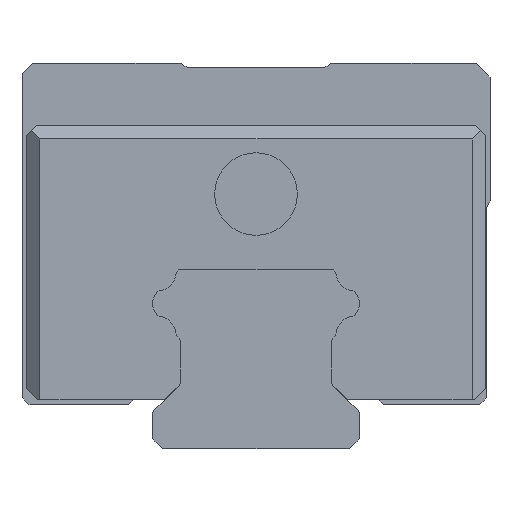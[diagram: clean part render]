
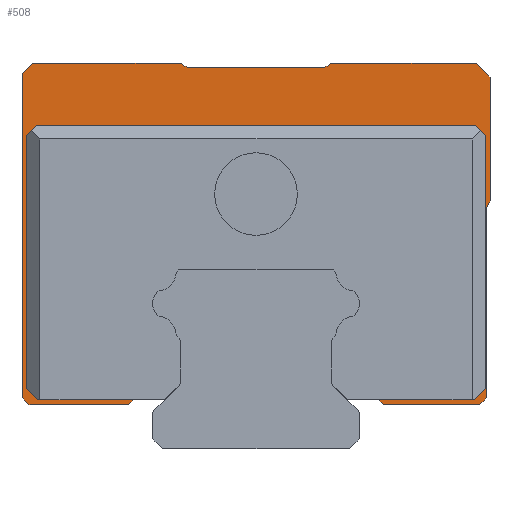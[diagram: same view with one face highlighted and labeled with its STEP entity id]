
A CAD part, front view. The second image highlights one B-rep face of the part: STEP entity #508.
In plain terms, the highlighted planar face has unit normal (0, -1, 0).
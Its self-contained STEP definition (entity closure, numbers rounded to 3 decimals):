
#508=ADVANCED_FACE('',(#774),#657,.F.);
#657=PLANE('',#3543);
#774=FACE_OUTER_BOUND('',#961,.T.);
#961=EDGE_LOOP('',(#1407,#1408,#1409,#1410,#1411,#1412,#1413,#1414,#1415,
#1416,#1417,#1418,#1419,#1420,#1421,#1422,#1423,#1424,#1425,#1426,#1427,
#1428,#1429,#1430,#1431,#1432,#1433));
#1407=ORIENTED_EDGE('',*,*,#2557,.F.);
#1408=ORIENTED_EDGE('',*,*,#2558,.T.);
#1409=ORIENTED_EDGE('',*,*,#2559,.T.);
#1410=ORIENTED_EDGE('',*,*,#2560,.T.);
#1411=ORIENTED_EDGE('',*,*,#2561,.T.);
#1412=ORIENTED_EDGE('',*,*,#2562,.T.);
#1413=ORIENTED_EDGE('',*,*,#2563,.T.);
#1414=ORIENTED_EDGE('',*,*,#2564,.T.);
#1415=ORIENTED_EDGE('',*,*,#2565,.T.);
#1416=ORIENTED_EDGE('',*,*,#2566,.T.);
#1417=ORIENTED_EDGE('',*,*,#2567,.T.);
#1418=ORIENTED_EDGE('',*,*,#2568,.T.);
#1419=ORIENTED_EDGE('',*,*,#2569,.F.);
#1420=ORIENTED_EDGE('',*,*,#2570,.F.);
#1421=ORIENTED_EDGE('',*,*,#2571,.F.);
#1422=ORIENTED_EDGE('',*,*,#2572,.F.);
#1423=ORIENTED_EDGE('',*,*,#2573,.F.);
#1424=ORIENTED_EDGE('',*,*,#2574,.F.);
#1425=ORIENTED_EDGE('',*,*,#2575,.F.);
#1426=ORIENTED_EDGE('',*,*,#2576,.F.);
#1427=ORIENTED_EDGE('',*,*,#2577,.F.);
#1428=ORIENTED_EDGE('',*,*,#2549,.F.);
#1429=ORIENTED_EDGE('',*,*,#2578,.F.);
#1430=ORIENTED_EDGE('',*,*,#2579,.F.);
#1431=ORIENTED_EDGE('',*,*,#2580,.F.);
#1432=ORIENTED_EDGE('',*,*,#2542,.T.);
#1433=ORIENTED_EDGE('',*,*,#2581,.F.);
#2164=VERTEX_POINT('',#4925);
#2165=VERTEX_POINT('',#4927);
#2171=VERTEX_POINT('',#4977);
#2172=VERTEX_POINT('',#4978);
#2179=VERTEX_POINT('',#5030);
#2180=VERTEX_POINT('',#5031);
#2181=VERTEX_POINT('',#5033);
#2182=VERTEX_POINT('',#5035);
#2183=VERTEX_POINT('',#5037);
#2184=VERTEX_POINT('',#5039);
#2185=VERTEX_POINT('',#5041);
#2186=VERTEX_POINT('',#5043);
#2187=VERTEX_POINT('',#5045);
#2188=VERTEX_POINT('',#5047);
#2189=VERTEX_POINT('',#5049);
#2190=VERTEX_POINT('',#5051);
#2191=VERTEX_POINT('',#5053);
#2192=VERTEX_POINT('',#5055);
#2193=VERTEX_POINT('',#5057);
#2194=VERTEX_POINT('',#5059);
#2195=VERTEX_POINT('',#5061);
#2196=VERTEX_POINT('',#5063);
#2197=VERTEX_POINT('',#5065);
#2198=VERTEX_POINT('',#5067);
#2199=VERTEX_POINT('',#5069);
#2200=VERTEX_POINT('',#5072);
#2201=VERTEX_POINT('',#5074);
#2542=EDGE_CURVE('',#2165,#2164,#2950,.T.);
#2549=EDGE_CURVE('',#2171,#2172,#2953,.T.);
#2557=EDGE_CURVE('',#2179,#2180,#2957,.T.);
#2558=EDGE_CURVE('',#2179,#2181,#2958,.T.);
#2559=EDGE_CURVE('',#2181,#2182,#2959,.T.);
#2560=EDGE_CURVE('',#2182,#2183,#2960,.T.);
#2561=EDGE_CURVE('',#2183,#2184,#2961,.T.);
#2562=EDGE_CURVE('',#2184,#2185,#2962,.T.);
#2563=EDGE_CURVE('',#2185,#2186,#2963,.T.);
#2564=EDGE_CURVE('',#2186,#2187,#2964,.T.);
#2565=EDGE_CURVE('',#2187,#2188,#2965,.T.);
#2566=EDGE_CURVE('',#2188,#2189,#2966,.T.);
#2567=EDGE_CURVE('',#2189,#2190,#2967,.T.);
#2568=EDGE_CURVE('',#2190,#2191,#2968,.T.);
#2569=EDGE_CURVE('',#2192,#2191,#2969,.T.);
#2570=EDGE_CURVE('',#2193,#2192,#2970,.T.);
#2571=EDGE_CURVE('',#2194,#2193,#2971,.T.);
#2572=EDGE_CURVE('',#2195,#2194,#2972,.T.);
#2573=EDGE_CURVE('',#2196,#2195,#2973,.T.);
#2574=EDGE_CURVE('',#2197,#2196,#2974,.T.);
#2575=EDGE_CURVE('',#2198,#2197,#2975,.T.);
#2576=EDGE_CURVE('',#2199,#2198,#2976,.T.);
#2577=EDGE_CURVE('',#2172,#2199,#2977,.T.);
#2578=EDGE_CURVE('',#2200,#2171,#2978,.T.);
#2579=EDGE_CURVE('',#2201,#2200,#2979,.T.);
#2580=EDGE_CURVE('',#2165,#2201,#2980,.T.);
#2581=EDGE_CURVE('',#2180,#2164,#2981,.T.);
#2950=LINE('',#4926,#3226);
#2953=LINE('',#4976,#3229);
#2957=LINE('',#5029,#3233);
#2958=LINE('',#5032,#3234);
#2959=LINE('',#5034,#3235);
#2960=LINE('',#5036,#3236);
#2961=LINE('',#5038,#3237);
#2962=LINE('',#5040,#3238);
#2963=LINE('',#5042,#3239);
#2964=LINE('',#5044,#3240);
#2965=LINE('',#5046,#3241);
#2966=LINE('',#5048,#3242);
#2967=LINE('',#5050,#3243);
#2968=LINE('',#5052,#3244);
#2969=LINE('',#5054,#3245);
#2970=LINE('',#5056,#3246);
#2971=LINE('',#5058,#3247);
#2972=LINE('',#5060,#3248);
#2973=LINE('',#5062,#3249);
#2974=LINE('',#5064,#3250);
#2975=LINE('',#5066,#3251);
#2976=LINE('',#5068,#3252);
#2977=LINE('',#5070,#3253);
#2978=LINE('',#5071,#3254);
#2979=LINE('',#5073,#3255);
#2980=LINE('',#5075,#3256);
#2981=LINE('',#5076,#3257);
#3226=VECTOR('',#4016,1.);
#3229=VECTOR('',#4025,1.);
#3233=VECTOR('',#4035,1.);
#3234=VECTOR('',#4036,1.);
#3235=VECTOR('',#4037,1.);
#3236=VECTOR('',#4038,1.);
#3237=VECTOR('',#4039,1.);
#3238=VECTOR('',#4040,1.);
#3239=VECTOR('',#4041,1.);
#3240=VECTOR('',#4042,1.);
#3241=VECTOR('',#4043,1.);
#3242=VECTOR('',#4044,1.);
#3243=VECTOR('',#4045,1.);
#3244=VECTOR('',#4046,1.);
#3245=VECTOR('',#4047,1.);
#3246=VECTOR('',#4048,1.);
#3247=VECTOR('',#4049,1.);
#3248=VECTOR('',#4050,1.);
#3249=VECTOR('',#4051,1.);
#3250=VECTOR('',#4052,1.);
#3251=VECTOR('',#4053,1.);
#3252=VECTOR('',#4054,1.);
#3253=VECTOR('',#4055,1.);
#3254=VECTOR('',#4056,1.);
#3255=VECTOR('',#4057,1.);
#3256=VECTOR('',#4058,1.);
#3257=VECTOR('',#4059,1.);
#3543=AXIS2_PLACEMENT_3D('',#5077,#4060,#4061);
#4016=DIRECTION('',(1.,0.,0.));
#4025=DIRECTION('',(1.,0.,0.));
#4035=DIRECTION('',(-0.707,0.,-0.707));
#4036=DIRECTION('',(-1.,0.,0.));
#4037=DIRECTION('',(-0.707,0.,0.707));
#4038=DIRECTION('',(0.,0.,1.));
#4039=DIRECTION('',(0.707,0.,0.707));
#4040=DIRECTION('',(1.,0.,0.));
#4041=DIRECTION('',(0.707,0.,-0.707));
#4042=DIRECTION('',(0.,0.,-1.));
#4043=DIRECTION('',(-0.707,0.,-0.707));
#4044=DIRECTION('',(-1.,0.,0.));
#4045=DIRECTION('',(0.707,0.,-0.707));
#4046=DIRECTION('',(1.,0.,0.));
#4047=DIRECTION('',(-0.707,0.,-0.707));
#4048=DIRECTION('',(0.,0.,-1.));
#4049=DIRECTION('',(-0.474,0.,-0.88));
#4050=DIRECTION('',(0.,0.,-1.));
#4051=DIRECTION('',(0.707,0.,-0.707));
#4052=DIRECTION('',(1.,0.,0.));
#4053=DIRECTION('',(0.861,0.,0.509));
#4054=DIRECTION('',(1.,0.,0.));
#4055=DIRECTION('',(0.861,0.,-0.509));
#4056=DIRECTION('',(0.707,0.,0.707));
#4057=DIRECTION('',(0.,0.,1.));
#4058=DIRECTION('',(-0.707,0.,0.707));
#4059=DIRECTION('',(-1.,0.,0.));
#4060=DIRECTION('',(0.,1.,0.));
#4061=DIRECTION('',(0.,0.,1.));
#4925=CARTESIAN_POINT('',(-16.25,28.25,-20.8));
#4926=CARTESIAN_POINT('',(-16.25,28.25,-20.8));
#4927=CARTESIAN_POINT('',(-16.5,28.25,-20.8));
#4976=CARTESIAN_POINT('',(-16.,28.25,4.));
#4977=CARTESIAN_POINT('',(-16.25,28.25,4.));
#4978=CARTESIAN_POINT('',(-5.5,28.25,4.));
#5029=CARTESIAN_POINT('',(-9.424,28.25,-20.954));
#5030=CARTESIAN_POINT('',(-8.914,28.25,-20.443));
#5031=CARTESIAN_POINT('',(-9.271,28.25,-20.8));
#5032=CARTESIAN_POINT('',(15.9,28.25,-20.443));
#5033=CARTESIAN_POINT('',(-15.9,28.25,-20.443));
#5034=CARTESIAN_POINT('',(-15.9,28.25,-20.443));
#5035=CARTESIAN_POINT('',(-16.7,28.25,-19.643));
#5036=CARTESIAN_POINT('',(-16.7,28.25,-19.643));
#5037=CARTESIAN_POINT('',(-16.7,28.25,-1.25));
#5038=CARTESIAN_POINT('',(-16.7,28.25,-1.25));
#5039=CARTESIAN_POINT('',(-15.95,28.25,-0.5));
#5040=CARTESIAN_POINT('',(-15.95,28.25,-0.5));
#5041=CARTESIAN_POINT('',(15.95,28.25,-0.5));
#5042=CARTESIAN_POINT('',(15.95,28.25,-0.5));
#5043=CARTESIAN_POINT('',(16.7,28.25,-1.25));
#5044=CARTESIAN_POINT('',(16.7,28.25,-1.25));
#5045=CARTESIAN_POINT('',(16.7,28.25,-19.643));
#5046=CARTESIAN_POINT('',(16.7,28.25,-19.643));
#5047=CARTESIAN_POINT('',(15.9,28.25,-20.443));
#5048=CARTESIAN_POINT('',(15.9,28.25,-20.443));
#5049=CARTESIAN_POINT('',(8.914,28.25,-20.443));
#5050=CARTESIAN_POINT('',(9.424,28.25,-20.954));
#5051=CARTESIAN_POINT('',(9.271,28.25,-20.8));
#5052=CARTESIAN_POINT('',(9.471,28.25,-20.8));
#5053=CARTESIAN_POINT('',(16.25,28.25,-20.8));
#5054=CARTESIAN_POINT('',(16.75,28.25,-20.3));
#5055=CARTESIAN_POINT('',(16.75,28.25,-20.3));
#5056=CARTESIAN_POINT('',(16.75,28.25,-6.464));
#5057=CARTESIAN_POINT('',(16.75,28.25,-6.464));
#5058=CARTESIAN_POINT('',(17.,28.25,-6.));
#5059=CARTESIAN_POINT('',(17.,28.25,-6.));
#5060=CARTESIAN_POINT('',(17.,28.25,-1.));
#5061=CARTESIAN_POINT('',(17.,28.25,3.));
#5062=CARTESIAN_POINT('',(16.,28.25,4.));
#5063=CARTESIAN_POINT('',(16.,28.25,4.));
#5064=CARTESIAN_POINT('',(5.5,28.25,4.));
#5065=CARTESIAN_POINT('',(5.5,28.25,4.));
#5066=CARTESIAN_POINT('',(4.993,28.25,3.7));
#5067=CARTESIAN_POINT('',(4.993,28.25,3.7));
#5068=CARTESIAN_POINT('',(-4.993,28.25,3.7));
#5069=CARTESIAN_POINT('',(-4.993,28.25,3.7));
#5070=CARTESIAN_POINT('',(-5.5,28.25,4.));
#5071=CARTESIAN_POINT('',(-17.25,28.25,3.));
#5072=CARTESIAN_POINT('',(-17.,28.25,3.25));
#5073=CARTESIAN_POINT('',(-17.,28.25,-20.3));
#5074=CARTESIAN_POINT('',(-17.,28.25,-20.3));
#5075=CARTESIAN_POINT('',(-16.346,28.25,-20.954));
#5076=CARTESIAN_POINT('',(17.,28.25,-20.8));
#5077=CARTESIAN_POINT('',(17.,28.25,0.));
